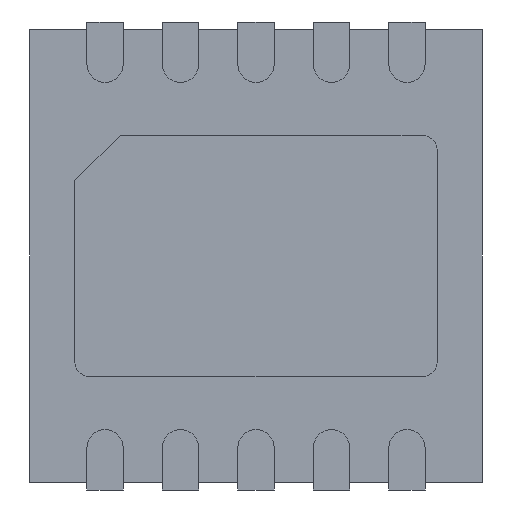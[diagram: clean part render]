
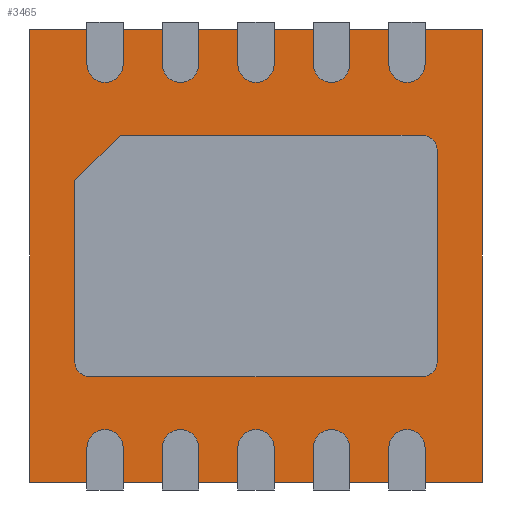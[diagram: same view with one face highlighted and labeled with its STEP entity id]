
A CAD part, front view. The second image highlights one B-rep face of the part: STEP entity #3465.
In plain terms, the highlighted planar face has unit normal (0, -1, 0).
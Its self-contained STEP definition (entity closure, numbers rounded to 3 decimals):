
#3308 = CARTESIAN_POINT ( 'NONE',  ( -1.5, 0.05, -1.5 ) ) ;
#3309 = VERTEX_POINT ( 'NONE', #3308 ) ;
#3310 = CARTESIAN_POINT ( 'NONE',  ( -1.5, 0.05, 1.5 ) ) ;
#3311 = VERTEX_POINT ( 'NONE', #3310 ) ;
#3312 = CARTESIAN_POINT ( 'NONE',  ( -1.5, 0.05, 1.5 ) ) ;
#3313 = DIRECTION ( 'NONE',  ( 0., 0., 1. ) ) ;
#3314 = VECTOR ( 'NONE', #3313, 1000. ) ;
#3315 = LINE ( 'NONE', #3312, #3314 ) ;
#3316 = EDGE_CURVE ( 'NONE', #3309, #3311, #3315, .T. ) ;
#3348 = CARTESIAN_POINT ( 'NONE',  ( 1.5, 0.05, 1.5 ) ) ;
#3349 = VERTEX_POINT ( 'NONE', #3348 ) ;
#3350 = CARTESIAN_POINT ( 'NONE',  ( 1.5, 0.05, 1.5 ) ) ;
#3351 = DIRECTION ( 'NONE',  ( 1., 0., 0. ) ) ;
#3352 = VECTOR ( 'NONE', #3351, 1000. ) ;
#3353 = LINE ( 'NONE', #3350, #3352 ) ;
#3354 = EDGE_CURVE ( 'NONE', #3311, #3349, #3353, .T. ) ;
#3379 = CARTESIAN_POINT ( 'NONE',  ( 1.5, 0.05, -1.5 ) ) ;
#3380 = VERTEX_POINT ( 'NONE', #3379 ) ;
#3381 = CARTESIAN_POINT ( 'NONE',  ( 1.5, 0.05, 1.5 ) ) ;
#3382 = DIRECTION ( 'NONE',  ( 0., 0., -1. ) ) ;
#3383 = VECTOR ( 'NONE', #3382, 1000. ) ;
#3384 = LINE ( 'NONE', #3381, #3383 ) ;
#3385 = EDGE_CURVE ( 'NONE', #3349, #3380, #3384, .T. ) ;
#3410 = CARTESIAN_POINT ( 'NONE',  ( 1.5, 0.05, -1.5 ) ) ;
#3411 = DIRECTION ( 'NONE',  ( -1., 0., 0. ) ) ;
#3412 = VECTOR ( 'NONE', #3411, 1000. ) ;
#3413 = LINE ( 'NONE', #3410, #3412 ) ;
#3414 = EDGE_CURVE ( 'NONE', #3380, #3309, #3413, .T. ) ;
#3454 = ORIENTED_EDGE ( 'NONE', *, *, #3316, .F. ) ;
#3455 = ORIENTED_EDGE ( 'NONE', *, *, #3414, .F. ) ;
#3456 = ORIENTED_EDGE ( 'NONE', *, *, #3385, .F. ) ;
#3457 = ORIENTED_EDGE ( 'NONE', *, *, #3354, .F. ) ;
#3458 = EDGE_LOOP ( 'NONE', ( #3454, #3455, #3456, #3457 ) ) ;
#3459 = FACE_OUTER_BOUND ( 'NONE', #3458, .T. ) ;
#3460 = CARTESIAN_POINT ( 'NONE',  ( 0., 0.05, 0. ) ) ;
#3461 = DIRECTION ( 'NONE',  ( 0., 1., 0. ) ) ;
#3462 = DIRECTION ( 'NONE',  ( 0., 0., 1. ) ) ;
#3463 = AXIS2_PLACEMENT_3D ( 'NONE', #3460, #3461, #3462 ) ;
#3464 = PLANE ( 'NONE', #3463 ) ;
#3465 = ADVANCED_FACE ( 'NONE', ( #3459 ), #3464, .F. ) ;
